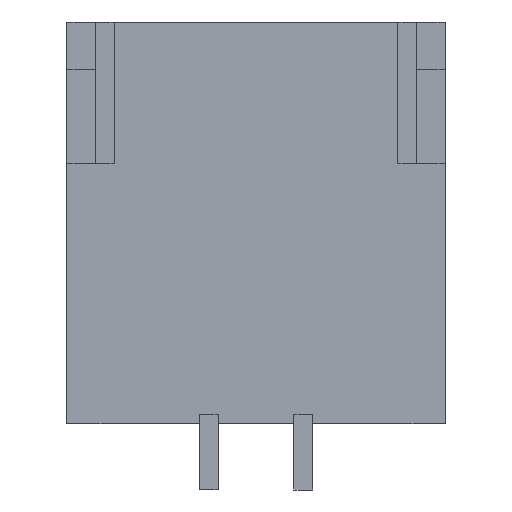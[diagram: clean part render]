
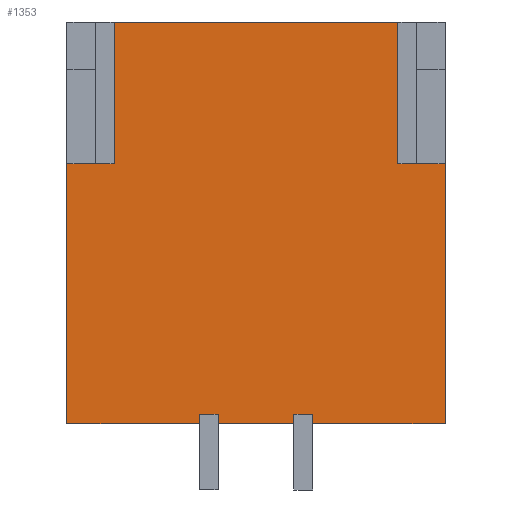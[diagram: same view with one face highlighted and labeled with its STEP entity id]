
A CAD part, front view. The second image highlights one B-rep face of the part: STEP entity #1353.
In plain terms, the highlighted planar face has unit normal (0, -1, 0).
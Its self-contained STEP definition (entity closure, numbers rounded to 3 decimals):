
#39=FACE_OUTER_BOUND('',#109,.T.);
#109=EDGE_LOOP('',(#952,#953,#954,#955,#956,#957,#958,#959,#960,#961,#962,
#963,#964,#965,#966,#967,#968,#969));
#202=LINE('',#1902,#386);
#226=LINE('',#1949,#410);
#227=LINE('',#1951,#411);
#228=LINE('',#1953,#412);
#229=LINE('',#1955,#413);
#230=LINE('',#1957,#414);
#231=LINE('',#1959,#415);
#232=LINE('',#1961,#416);
#233=LINE('',#1963,#417);
#234=LINE('',#1964,#418);
#235=LINE('',#1966,#419);
#236=LINE('',#1968,#420);
#237=LINE('',#1970,#421);
#238=LINE('',#1972,#422);
#239=LINE('',#1974,#423);
#240=LINE('',#1976,#424);
#241=LINE('',#1978,#425);
#242=LINE('',#1979,#426);
#386=VECTOR('',#1561,1000.);
#410=VECTOR('',#1599,1000.);
#411=VECTOR('',#1600,1000.);
#412=VECTOR('',#1601,1000.);
#413=VECTOR('',#1602,1000.);
#414=VECTOR('',#1603,1000.);
#415=VECTOR('',#1604,1000.);
#416=VECTOR('',#1605,1000.);
#417=VECTOR('',#1606,1000.);
#418=VECTOR('',#1607,1000.);
#419=VECTOR('',#1608,1000.);
#420=VECTOR('',#1609,1000.);
#421=VECTOR('',#1610,1000.);
#422=VECTOR('',#1611,1000.);
#423=VECTOR('',#1612,1000.);
#424=VECTOR('',#1613,1000.);
#425=VECTOR('',#1614,1000.);
#426=VECTOR('',#1615,1000.);
#558=VERTEX_POINT('',#1899);
#559=VERTEX_POINT('',#1901);
#574=VERTEX_POINT('',#1947);
#575=VERTEX_POINT('',#1948);
#576=VERTEX_POINT('',#1950);
#577=VERTEX_POINT('',#1952);
#578=VERTEX_POINT('',#1954);
#579=VERTEX_POINT('',#1956);
#580=VERTEX_POINT('',#1958);
#581=VERTEX_POINT('',#1960);
#582=VERTEX_POINT('',#1962);
#583=VERTEX_POINT('',#1965);
#584=VERTEX_POINT('',#1967);
#585=VERTEX_POINT('',#1969);
#586=VERTEX_POINT('',#1971);
#587=VERTEX_POINT('',#1973);
#588=VERTEX_POINT('',#1975);
#589=VERTEX_POINT('',#1977);
#692=EDGE_CURVE('',#558,#559,#202,.T.);
#716=EDGE_CURVE('',#574,#575,#226,.T.);
#717=EDGE_CURVE('',#574,#576,#227,.T.);
#718=EDGE_CURVE('',#577,#576,#228,.T.);
#719=EDGE_CURVE('',#578,#577,#229,.T.);
#720=EDGE_CURVE('',#579,#578,#230,.T.);
#721=EDGE_CURVE('',#580,#579,#231,.T.);
#722=EDGE_CURVE('',#581,#580,#232,.T.);
#723=EDGE_CURVE('',#582,#581,#233,.T.);
#724=EDGE_CURVE('',#559,#582,#234,.T.);
#725=EDGE_CURVE('',#558,#583,#235,.T.);
#726=EDGE_CURVE('',#583,#584,#236,.T.);
#727=EDGE_CURVE('',#584,#585,#237,.T.);
#728=EDGE_CURVE('',#586,#585,#238,.T.);
#729=EDGE_CURVE('',#587,#586,#239,.T.);
#730=EDGE_CURVE('',#587,#588,#240,.T.);
#731=EDGE_CURVE('',#589,#588,#241,.T.);
#732=EDGE_CURVE('',#575,#589,#242,.T.);
#952=ORIENTED_EDGE('',*,*,#716,.F.);
#953=ORIENTED_EDGE('',*,*,#717,.T.);
#954=ORIENTED_EDGE('',*,*,#718,.F.);
#955=ORIENTED_EDGE('',*,*,#719,.F.);
#956=ORIENTED_EDGE('',*,*,#720,.F.);
#957=ORIENTED_EDGE('',*,*,#721,.F.);
#958=ORIENTED_EDGE('',*,*,#722,.F.);
#959=ORIENTED_EDGE('',*,*,#723,.F.);
#960=ORIENTED_EDGE('',*,*,#724,.F.);
#961=ORIENTED_EDGE('',*,*,#692,.F.);
#962=ORIENTED_EDGE('',*,*,#725,.T.);
#963=ORIENTED_EDGE('',*,*,#726,.T.);
#964=ORIENTED_EDGE('',*,*,#727,.T.);
#965=ORIENTED_EDGE('',*,*,#728,.F.);
#966=ORIENTED_EDGE('',*,*,#729,.F.);
#967=ORIENTED_EDGE('',*,*,#730,.T.);
#968=ORIENTED_EDGE('',*,*,#731,.F.);
#969=ORIENTED_EDGE('',*,*,#732,.F.);
#1218=PLANE('',#1434);
#1353=ADVANCED_FACE('',(#39),#1218,.F.);
#1434=AXIS2_PLACEMENT_3D('',#1946,#1597,#1598);
#1561=DIRECTION('',(1.,0.,0.));
#1597=DIRECTION('center_axis',(0.,1.,0.));
#1598=DIRECTION('ref_axis',(-1.,0.,0.));
#1599=DIRECTION('',(-1.,0.,0.));
#1600=DIRECTION('',(0.,0.,1.));
#1601=DIRECTION('',(-1.,0.,0.));
#1602=DIRECTION('',(0.,0.,1.));
#1603=DIRECTION('',(-1.,0.,0.));
#1604=DIRECTION('',(0.,0.,-1.));
#1605=DIRECTION('',(1.,0.,0.));
#1606=DIRECTION('',(1.,0.,0.));
#1607=DIRECTION('',(0.,0.,-1.));
#1608=DIRECTION('',(0.,0.,-1.));
#1609=DIRECTION('',(-1.,0.,0.));
#1610=DIRECTION('',(-1.,0.,0.));
#1611=DIRECTION('',(0.,0.,1.));
#1612=DIRECTION('',(-1.,0.,0.));
#1613=DIRECTION('',(0.,0.,1.));
#1614=DIRECTION('',(-1.,0.,0.));
#1615=DIRECTION('',(0.,0.,1.));
#1899=CARTESIAN_POINT('',(-1.5,0.355,3.895));
#1901=CARTESIAN_POINT('',(1.5,0.355,3.895));
#1902=CARTESIAN_POINT('',(-2.,0.355,3.895));
#1946=CARTESIAN_POINT('Origin',(-2.,0.355,3.895));
#1947=CARTESIAN_POINT('',(0.4,0.355,-0.355));
#1948=CARTESIAN_POINT('',(-0.4,0.355,-0.355));
#1949=CARTESIAN_POINT('',(2.,0.355,-0.355));
#1950=CARTESIAN_POINT('',(0.4,0.355,-0.255));
#1951=CARTESIAN_POINT('',(0.4,0.355,3.895));
#1952=CARTESIAN_POINT('',(0.6,0.355,-0.255));
#1953=CARTESIAN_POINT('',(-2.,0.355,-0.255));
#1954=CARTESIAN_POINT('',(0.6,0.355,-0.355));
#1955=CARTESIAN_POINT('',(0.6,0.355,3.895));
#1956=CARTESIAN_POINT('',(2.,0.355,-0.355));
#1957=CARTESIAN_POINT('',(2.,0.355,-0.355));
#1958=CARTESIAN_POINT('',(2.,0.355,2.395));
#1959=CARTESIAN_POINT('',(2.,0.355,-0.355));
#1960=CARTESIAN_POINT('',(1.7,0.355,2.395));
#1961=CARTESIAN_POINT('',(1.5,0.355,2.395));
#1962=CARTESIAN_POINT('',(1.5,0.355,2.395));
#1963=CARTESIAN_POINT('',(1.5,0.355,2.395));
#1964=CARTESIAN_POINT('',(1.5,0.355,2.395));
#1965=CARTESIAN_POINT('',(-1.5,0.355,2.395));
#1966=CARTESIAN_POINT('',(-1.5,0.355,2.395));
#1967=CARTESIAN_POINT('',(-1.7,0.355,2.395));
#1968=CARTESIAN_POINT('',(-1.5,0.355,2.395));
#1969=CARTESIAN_POINT('',(-2.,0.355,2.395));
#1970=CARTESIAN_POINT('',(-1.5,0.355,2.395));
#1971=CARTESIAN_POINT('',(-2.,0.355,-0.355));
#1972=CARTESIAN_POINT('',(-2.,0.355,-0.355));
#1973=CARTESIAN_POINT('',(-0.6,0.355,-0.355));
#1974=CARTESIAN_POINT('',(2.,0.355,-0.355));
#1975=CARTESIAN_POINT('',(-0.6,0.355,-0.255));
#1976=CARTESIAN_POINT('',(-0.6,0.355,3.895));
#1977=CARTESIAN_POINT('',(-0.4,0.355,-0.255));
#1978=CARTESIAN_POINT('',(-2.,0.355,-0.255));
#1979=CARTESIAN_POINT('',(-0.4,0.355,3.895));
